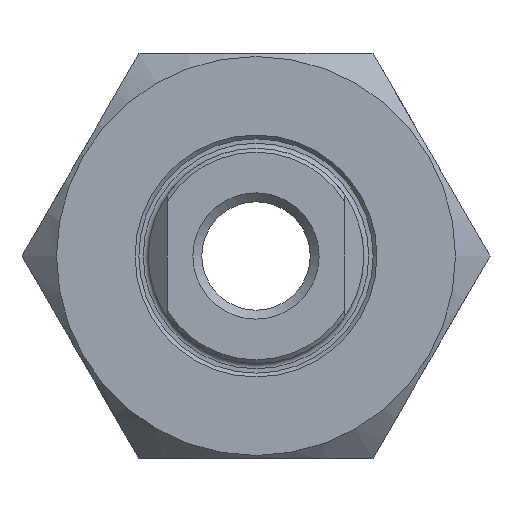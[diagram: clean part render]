
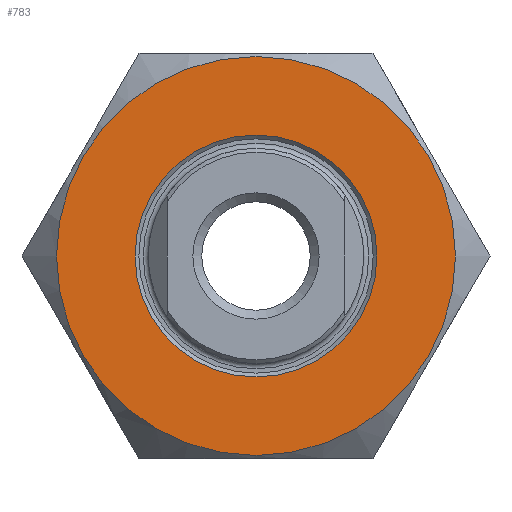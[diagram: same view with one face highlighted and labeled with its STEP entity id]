
A CAD part, left-side view. The second image highlights one B-rep face of the part: STEP entity #783.
In plain terms, the highlighted planar face has unit normal (-1, 0, 0).
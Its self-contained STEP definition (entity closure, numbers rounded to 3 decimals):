
#47=FACE_BOUND('',#139,.T.);
#63=PLANE('',#916);
#88=FACE_OUTER_BOUND('',#138,.T.);
#138=EDGE_LOOP('',(#577));
#139=EDGE_LOOP('',(#578));
#278=CIRCLE('',#897,15.75);
#285=CIRCLE('',#911,9.55);
#349=VERTEX_POINT('',#1336);
#355=VERTEX_POINT('',#1362);
#426=EDGE_CURVE('',#349,#349,#278,.T.);
#438=EDGE_CURVE('',#355,#355,#285,.T.);
#577=ORIENTED_EDGE('',*,*,#426,.T.);
#578=ORIENTED_EDGE('',*,*,#438,.F.);
#783=ADVANCED_FACE('',(#88,#47),#63,.T.);
#897=AXIS2_PLACEMENT_3D('',#1338,#1021,#1022);
#911=AXIS2_PLACEMENT_3D('',#1363,#1054,#1055);
#916=AXIS2_PLACEMENT_3D('',#1373,#1066,#1067);
#1021=DIRECTION('center_axis',(-1.,0.,0.));
#1022=DIRECTION('ref_axis',(0.,1.,0.));
#1054=DIRECTION('center_axis',(-1.,0.,0.));
#1055=DIRECTION('ref_axis',(0.,0.,-1.));
#1066=DIRECTION('center_axis',(-1.,0.,0.));
#1067=DIRECTION('ref_axis',(0.,0.,1.));
#1336=CARTESIAN_POINT('',(-13.5,-15.75,0.));
#1338=CARTESIAN_POINT('Origin',(-13.5,0.,0.));
#1362=CARTESIAN_POINT('',(-13.5,0.,9.55));
#1363=CARTESIAN_POINT('Origin',(-13.5,0.,0.));
#1373=CARTESIAN_POINT('Origin',(-13.5,0.,0.));
